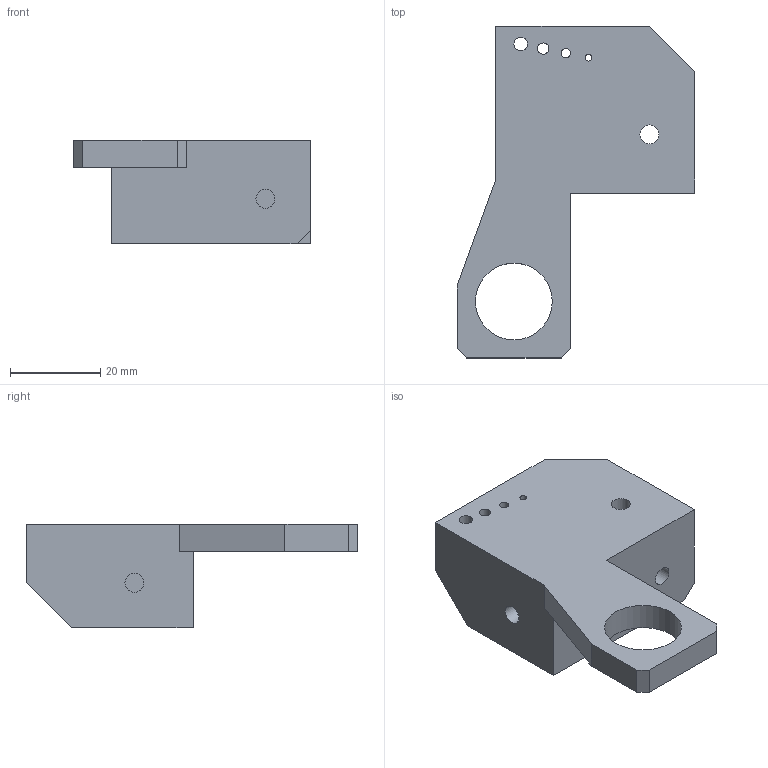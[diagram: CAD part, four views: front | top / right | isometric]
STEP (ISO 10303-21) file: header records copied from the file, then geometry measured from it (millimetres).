
FILE_DESCRIPTION(('FreeCAD Model'),'2;1');
FILE_NAME('z-top-left.step', '2014-10-30T17:36:43',('FreeCAD'),('FreeCAD'), 'Open CASCADE STEP processor 6.5','FreeCAD','Unknown');
FILE_SCHEMA(('AUTOMOTIVE_DESIGN_CC2 { 1 2 10303 214 -1 1 5 4 }'));
Length unit declared in the file: millimetre
Products named in the file (1): z-top-left
Bounding box: 52.5 x 73.5 x 23 mm (x, y, z)
Volume: 16264.3 mm3; surface area: 11403.4 mm2
Topology: 1 solids, 1 shells, 45 faces, 125 edges, 83 vertices
Faces by surface type: plane 37, cylinder 8
Full cylindrical faces by diameter (mm): 1.5 x1, 2 x1, 2.5 x1, 3 x1, 4.2 x3, 17 x1
Entity records: 3109 total; most frequent: CARTESIAN_POINT 527, DIRECTION 475, LINE 338, VECTOR 338, ORIENTED_EDGE 250, PCURVE 250, DEFINITIONAL_REPRESENTATION 250, EDGE_CURVE 125
